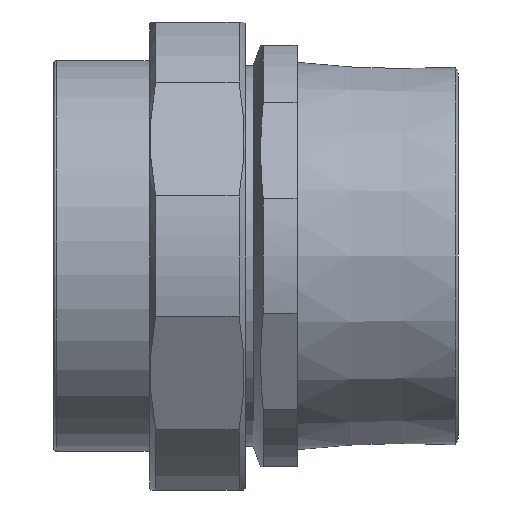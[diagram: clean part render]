
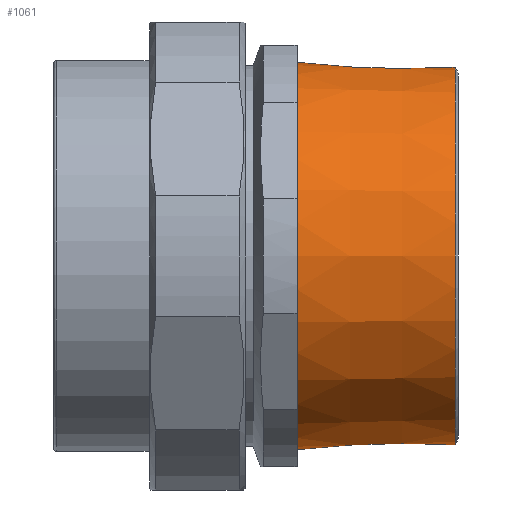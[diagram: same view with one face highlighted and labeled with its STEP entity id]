
A CAD part, left-side view. The second image highlights one B-rep face of the part: STEP entity #1061.
In plain terms, the highlighted conical face has half-angle 1.789 degrees and reference radius 50.84 mm.
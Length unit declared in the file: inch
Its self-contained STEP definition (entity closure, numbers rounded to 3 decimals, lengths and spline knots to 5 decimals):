
#61=CIRCLE('',#1150,2.02741);
#62=CIRCLE('',#1151,2.02741);
#67=CIRCLE('',#1160,1.97575);
#68=CIRCLE('',#1161,1.97575);
#135=CONICAL_SURFACE('',#1159,2.00158,0.031);
#162=FACE_OUTER_BOUND('',#218,.T.);
#218=EDGE_LOOP('',(#745,#746,#747,#748,#749,#750));
#285=LINE('',#1717,#337);
#337=VECTOR('',#1367,2.00158);
#413=VERTEX_POINT('',#1695);
#414=VERTEX_POINT('',#1696);
#419=VERTEX_POINT('',#1713);
#420=VERTEX_POINT('',#1714);
#536=EDGE_CURVE('',#413,#414,#61,.T.);
#537=EDGE_CURVE('',#414,#413,#62,.T.);
#544=EDGE_CURVE('',#419,#420,#67,.T.);
#545=EDGE_CURVE('',#420,#419,#68,.T.);
#546=EDGE_CURVE('',#420,#414,#285,.T.);
#745=ORIENTED_EDGE('',*,*,#544,.F.);
#746=ORIENTED_EDGE('',*,*,#545,.F.);
#747=ORIENTED_EDGE('',*,*,#546,.T.);
#748=ORIENTED_EDGE('',*,*,#537,.T.);
#749=ORIENTED_EDGE('',*,*,#536,.T.);
#750=ORIENTED_EDGE('',*,*,#546,.F.);
#1061=ADVANCED_FACE('',(#162),#135,.T.);
#1150=AXIS2_PLACEMENT_3D('',#1697,#1341,#1342);
#1151=AXIS2_PLACEMENT_3D('',#1698,#1343,#1344);
#1159=AXIS2_PLACEMENT_3D('',#1712,#1361,#1362);
#1160=AXIS2_PLACEMENT_3D('',#1715,#1363,#1364);
#1161=AXIS2_PLACEMENT_3D('',#1716,#1365,#1366);
#1341=DIRECTION('center_axis',(0.,-1.,0.));
#1342=DIRECTION('ref_axis',(-1.,0.,0.));
#1343=DIRECTION('center_axis',(0.,-1.,0.));
#1344=DIRECTION('ref_axis',(-1.,0.,0.));
#1361=DIRECTION('center_axis',(0.,1.,0.));
#1362=DIRECTION('ref_axis',(1.,0.,0.));
#1363=DIRECTION('center_axis',(0.,-1.,0.));
#1364=DIRECTION('ref_axis',(-1.,0.,0.));
#1365=DIRECTION('center_axis',(0.,-1.,0.));
#1366=DIRECTION('ref_axis',(-1.,0.,0.));
#1367=DIRECTION('',(-0.031,1.,0.));
#1695=CARTESIAN_POINT('',(2.02741,-0.54459,0.));
#1696=CARTESIAN_POINT('',(-2.02741,-0.54459,0.));
#1697=CARTESIAN_POINT('Origin',(0.,-0.54459,
0.));
#1698=CARTESIAN_POINT('Origin',(0.,-0.54459,
0.));
#1712=CARTESIAN_POINT('Origin',(0.,-1.37154,
0.));
#1713=CARTESIAN_POINT('',(1.97575,-2.1985,0.));
#1714=CARTESIAN_POINT('',(-1.97575,-2.1985,0.));
#1715=CARTESIAN_POINT('Origin',(0.,-2.1985,
0.));
#1716=CARTESIAN_POINT('Origin',(0.,-2.1985,
0.));
#1717=CARTESIAN_POINT('',(-2.00158,-1.37154,0.));
